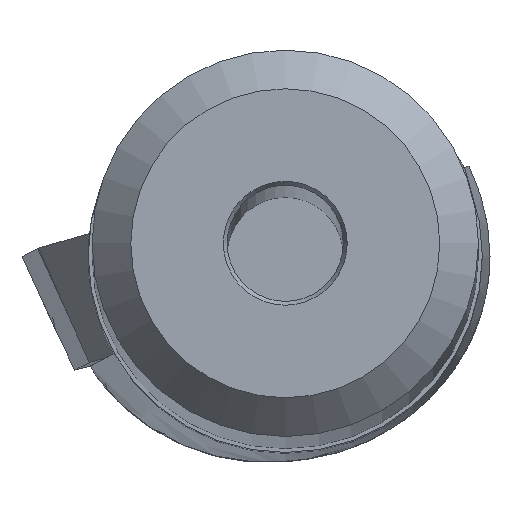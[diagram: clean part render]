
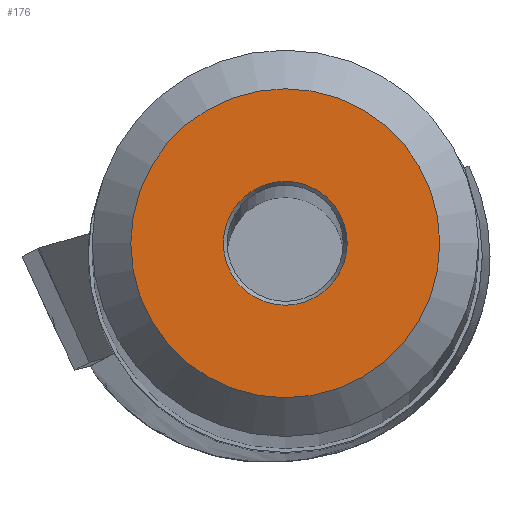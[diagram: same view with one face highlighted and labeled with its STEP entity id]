
A CAD part, top view. The second image highlights one B-rep face of the part: STEP entity #176.
In plain terms, the highlighted planar face has unit normal (0, 0, 1).
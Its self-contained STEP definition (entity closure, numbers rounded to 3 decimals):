
#176=ADVANCED_FACE('',(#235,#236),#205,.T.);
#205=PLANE('',#888);
#235=FACE_BOUND('',#274,.T.);
#236=FACE_BOUND('',#275,.T.);
#274=EDGE_LOOP('',(#421));
#275=EDGE_LOOP('',(#422));
#315=CIRCLE('',#886,1.995);
#316=CIRCLE('',#887,0.8);
#421=ORIENTED_EDGE('',*,*,#631,.T.);
#422=ORIENTED_EDGE('',*,*,#632,.T.);
#552=VERTEX_POINT('',#1372);
#553=VERTEX_POINT('',#1374);
#631=EDGE_CURVE('',#552,#552,#315,.T.);
#632=EDGE_CURVE('',#553,#553,#316,.T.);
#886=AXIS2_PLACEMENT_3D('',#1371,#1050,#1051);
#887=AXIS2_PLACEMENT_3D('',#1373,#1052,#1053);
#888=AXIS2_PLACEMENT_3D('',#1375,#1054,#1055);
#1050=DIRECTION('',(0.,0.,1.));
#1051=DIRECTION('',(1.,0.,0.));
#1052=DIRECTION('',(0.,0.,-1.));
#1053=DIRECTION('',(-1.,0.,0.));
#1054=DIRECTION('',(0.,0.,1.));
#1055=DIRECTION('',(1.,0.,0.));
#1371=CARTESIAN_POINT('',(0.,0.,0.));
#1372=CARTESIAN_POINT('',(1.995,0.,0.));
#1373=CARTESIAN_POINT('',(0.,0.,0.));
#1374=CARTESIAN_POINT('',(-0.8,0.,0.));
#1375=CARTESIAN_POINT('',(0.,0.,0.));
